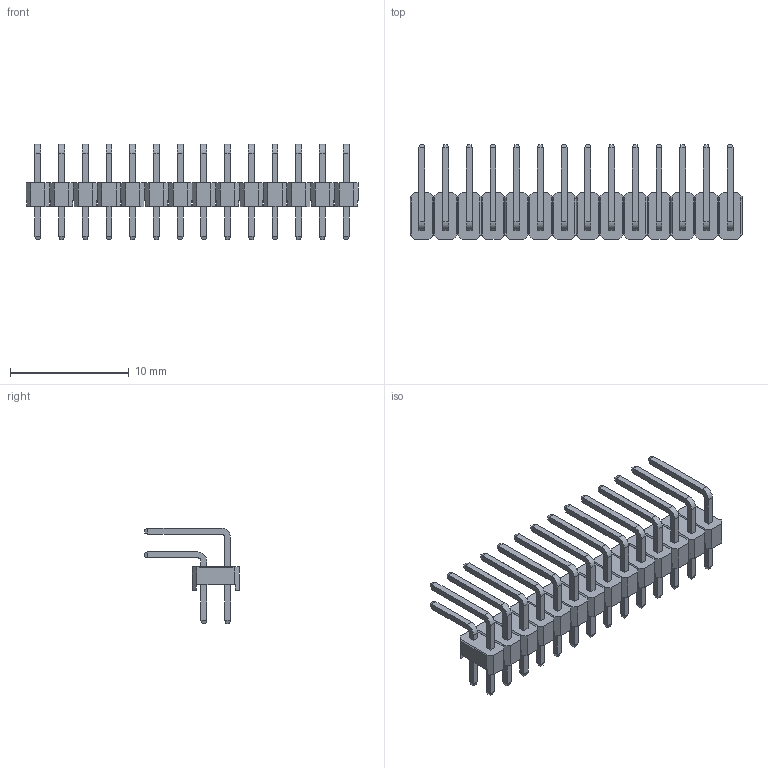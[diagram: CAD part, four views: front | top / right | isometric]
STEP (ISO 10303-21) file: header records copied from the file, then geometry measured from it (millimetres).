
FILE_DESCRIPTION(('STEP AP214'), '1');
FILE_NAME('PLD2-R', '', ('UNSPECIFIED'), ('UNSPECIFIED'), 'ASCON STEP Converter 1.6', 'ASCON Math Kernel', '');
FILE_SCHEMA(('AUTOMOTIVE_DESIGN { 1 0 10303 214 3 1 1}'));
Length unit declared in the file: millimetre
Bounding box: 28 x 8 x 8.05 mm (x, y, z)
Volume: 244.7 mm3; surface area: 990 mm2
Topology: 1 solids, 1 shells, 818 faces, 2017 edges, 1270 vertices
Faces by surface type: plane 762, cylinder 56
Entity records: 30045 total; most frequent: CARTESIAN_POINT 4106, ORIENTED_EDGE 4034, DIRECTION 3767, EDGE_CURVE 2017, LINE 1905, VECTOR 1905, VERTEX_POINT 1270, AXIS2_PLACEMENT_3D 931
